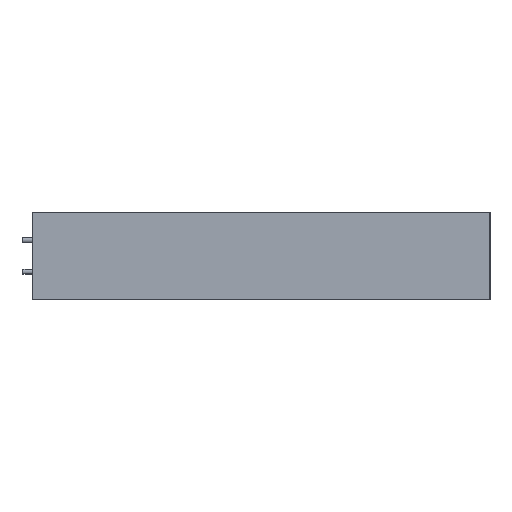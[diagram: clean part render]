
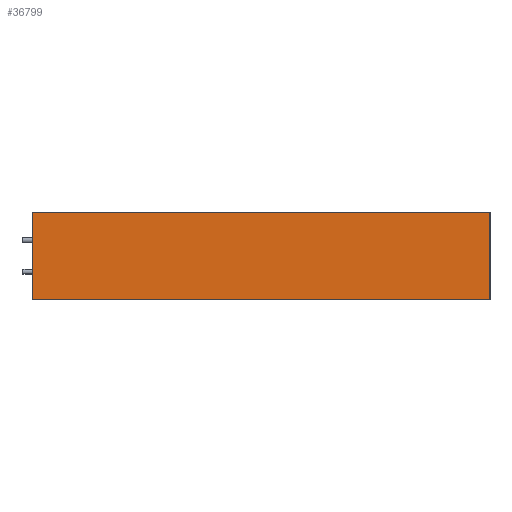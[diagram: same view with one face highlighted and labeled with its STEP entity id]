
A CAD part, front view. The second image highlights one B-rep face of the part: STEP entity #36799.
In plain terms, the highlighted planar face has unit normal (0, -1, 0).
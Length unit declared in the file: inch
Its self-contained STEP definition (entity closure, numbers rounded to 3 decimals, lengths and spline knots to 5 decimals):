
#1241 = VERTEX_POINT ( 'NONE', #16359 ) ;
#1481 = EDGE_LOOP ( 'NONE', ( #36488, #10423, #41539, #27637 ) ) ;
#1716 = FACE_OUTER_BOUND ( 'NONE', #1481, .T. ) ;
#5657 = VERTEX_POINT ( 'NONE', #7712 ) ;
#5745 = VECTOR ( 'NONE', #29252, 39.37008 ) ;
#6070 = CARTESIAN_POINT ( 'NONE',  ( 1.00154, -1.88142, -0.26616 ) ) ;
#7712 = CARTESIAN_POINT ( 'NONE',  ( 1.00154, -1.88142, -0.26616 ) ) ;
#10423 = ORIENTED_EDGE ( 'NONE', *, *, #41948, .F. ) ;
#14083 = VECTOR ( 'NONE', #33780, 39.37008 ) ;
#14621 = DIRECTION ( 'NONE',  ( 0., 1., 0. ) ) ;
#16359 = CARTESIAN_POINT ( 'NONE',  ( -4.74846, -1.88142, 0.83384 ) ) ;
#17845 = EDGE_CURVE ( 'NONE', #5657, #40149, #28162, .T. ) ;
#23305 = LINE ( 'NONE', #29841, #14083 ) ;
#24067 = CARTESIAN_POINT ( 'NONE',  ( -4.74846, -1.88142, -0.26616 ) ) ;
#24071 = CARTESIAN_POINT ( 'NONE',  ( 1.00154, -1.88142, -0.26616 ) ) ;
#24333 = VERTEX_POINT ( 'NONE', #24067 ) ;
#26618 = VECTOR ( 'NONE', #31314, 39.37008 ) ;
#27637 = ORIENTED_EDGE ( 'NONE', *, *, #17845, .T. ) ;
#28162 = LINE ( 'NONE', #6070, #26618 ) ;
#29042 = EDGE_CURVE ( 'NONE', #5657, #24333, #45200, .T. ) ;
#29252 = DIRECTION ( 'NONE',  ( -1., 0., 0. ) ) ;
#29368 = EDGE_CURVE ( 'NONE', #40149, #1241, #33660, .T. ) ;
#29841 = CARTESIAN_POINT ( 'NONE',  ( -4.74846, -1.88142, -0.26616 ) ) ;
#29918 = CARTESIAN_POINT ( 'NONE',  ( 1.00154, -1.88142, 0.83384 ) ) ;
#31314 = DIRECTION ( 'NONE',  ( 0., 0., 1. ) ) ;
#33660 = LINE ( 'NONE', #45137, #5745 ) ;
#33715 = CARTESIAN_POINT ( 'NONE',  ( 1.00154, -1.88142, -0.26616 ) ) ;
#33780 = DIRECTION ( 'NONE',  ( 0., 0., 1. ) ) ;
#36488 = ORIENTED_EDGE ( 'NONE', *, *, #29368, .T. ) ;
#36799 = ADVANCED_FACE ( 'NONE', ( #1716 ), #39864, .F. ) ;
#36918 = DIRECTION ( 'NONE',  ( -1., 0., 0. ) ) ;
#39864 = PLANE ( 'NONE',  #44926 ) ;
#40149 = VERTEX_POINT ( 'NONE', #29918 ) ;
#40979 = VECTOR ( 'NONE', #36918, 39.37008 ) ;
#41539 = ORIENTED_EDGE ( 'NONE', *, *, #29042, .F. ) ;
#41948 = EDGE_CURVE ( 'NONE', #24333, #1241, #23305, .T. ) ;
#44926 = AXIS2_PLACEMENT_3D ( 'NONE', #24071, #14621, #47380 ) ;
#45137 = CARTESIAN_POINT ( 'NONE',  ( 1.00154, -1.88142, 0.83384 ) ) ;
#45200 = LINE ( 'NONE', #33715, #40979 ) ;
#47380 = DIRECTION ( 'NONE',  ( 1., 0., 0. ) ) ;
